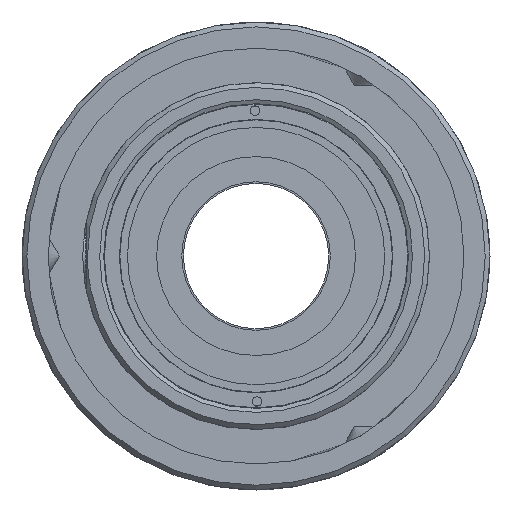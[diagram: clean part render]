
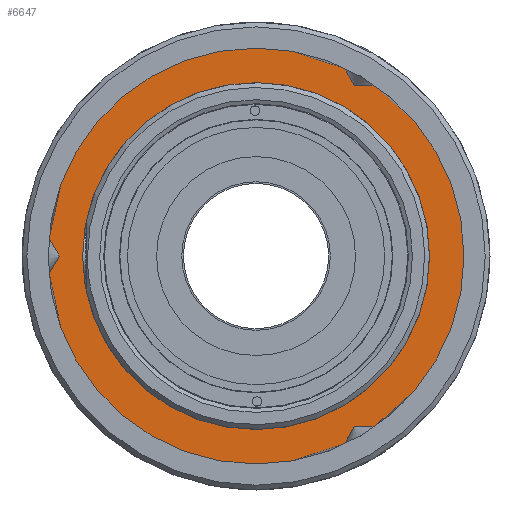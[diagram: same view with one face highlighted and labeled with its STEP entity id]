
A CAD part, left-side view. The second image highlights one B-rep face of the part: STEP entity #6647.
In plain terms, the highlighted planar face has unit normal (-1, 0, 0).
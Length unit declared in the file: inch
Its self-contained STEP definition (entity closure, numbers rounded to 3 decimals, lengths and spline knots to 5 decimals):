
#715=FACE_BOUND('',#1773,.T.);
#943=CIRCLE('',#7549,0.7305);
#944=CIRCLE('',#7558,0.8755);
#1262=FACE_OUTER_BOUND('',#1772,.T.);
#1772=EDGE_LOOP('',(#4820));
#1773=EDGE_LOOP('',(#4821));
#3161=VERTEX_POINT('',#10485);
#3165=VERTEX_POINT('',#10604);
#3823=EDGE_CURVE('',#3161,#3161,#943,.T.);
#3831=EDGE_CURVE('',#3165,#3165,#944,.T.);
#4820=ORIENTED_EDGE('',*,*,#3831,.F.);
#4821=ORIENTED_EDGE('',*,*,#3823,.T.);
#6401=PLANE('',#7588);
#6647=ADVANCED_FACE('',(#1262,#715),#6401,.T.);
#7549=AXIS2_PLACEMENT_3D('',#10486,#8356,#8357);
#7558=AXIS2_PLACEMENT_3D('',#10605,#8378,#8379);
#7588=AXIS2_PLACEMENT_3D('',#10648,#8438,#8439);
#8356=DIRECTION('center_axis',(1.,0.,0.));
#8357=DIRECTION('ref_axis',(0.,0.,-1.));
#8378=DIRECTION('center_axis',(1.,0.,0.));
#8379=DIRECTION('ref_axis',(0.,0.,-1.));
#8438=DIRECTION('center_axis',(-1.,0.,0.));
#8439=DIRECTION('ref_axis',(0.,0.,1.));
#10485=CARTESIAN_POINT('',(0.12,0.7305,0.));
#10486=CARTESIAN_POINT('Origin',(0.12,0.,0.));
#10604=CARTESIAN_POINT('',(0.12,0.8755,0.));
#10605=CARTESIAN_POINT('Origin',(0.12,0.,0.));
#10648=CARTESIAN_POINT('Origin',(0.12,0.8755,0.));
